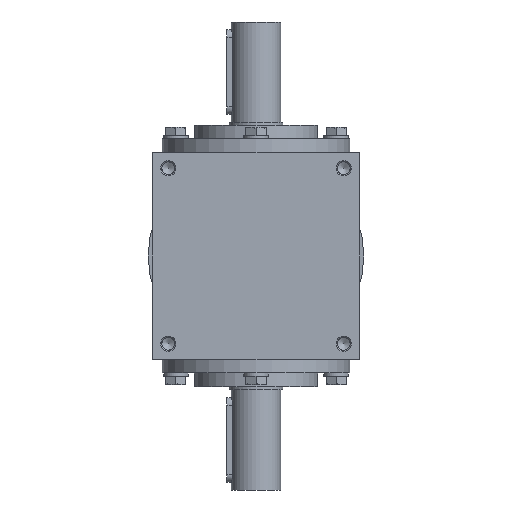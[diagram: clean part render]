
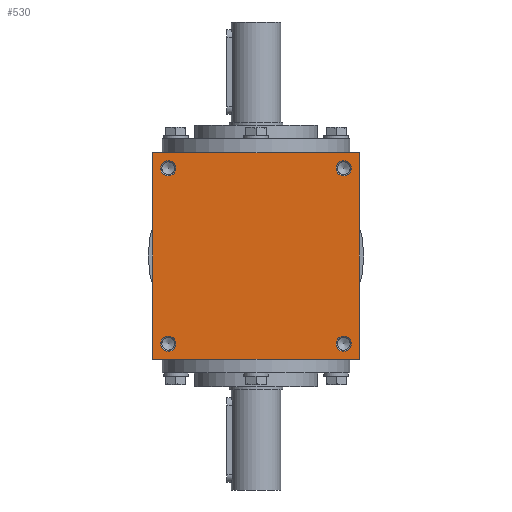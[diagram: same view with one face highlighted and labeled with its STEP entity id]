
A CAD part, left-side view. The second image highlights one B-rep face of the part: STEP entity #530.
In plain terms, the highlighted face is planar.
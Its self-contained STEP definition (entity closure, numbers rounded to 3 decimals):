
#530 = ADVANCED_FACE( '', ( #1079, #1080, #1081, #1082, #1083 ), #1084, .F. );
#1079 = FACE_BOUND( '', #1778, .T. );
#1080 = FACE_BOUND( '', #1779, .T. );
#1081 = FACE_BOUND( '', #1780, .T. );
#1082 = FACE_BOUND( '', #1781, .T. );
#1083 = FACE_OUTER_BOUND( '', #1782, .T. );
#1084 = PLANE( '', #1783 );
#1778 = EDGE_LOOP( '', ( #2699 ) );
#1779 = EDGE_LOOP( '', ( #2700 ) );
#1780 = EDGE_LOOP( '', ( #2701 ) );
#1781 = EDGE_LOOP( '', ( #2702 ) );
#1782 = EDGE_LOOP( '', ( #2703, #2704, #2705, #2706 ) );
#1783 = AXIS2_PLACEMENT_3D( '', #2707, #2708, #2709 );
#2699 = ORIENTED_EDGE( '', *, *, #3765, .F. );
#2700 = ORIENTED_EDGE( '', *, *, #3793, .T. );
#2701 = ORIENTED_EDGE( '', *, *, #3723, .F. );
#2702 = ORIENTED_EDGE( '', *, *, #3720, .T. );
#2703 = ORIENTED_EDGE( '', *, *, #3794, .F. );
#2704 = ORIENTED_EDGE( '', *, *, #3795, .F. );
#2705 = ORIENTED_EDGE( '', *, *, #3796, .F. );
#2706 = ORIENTED_EDGE( '', *, *, #3797, .F. );
#2707 = CARTESIAN_POINT( '', ( 0., 0., -67. ) );
#2708 = DIRECTION( '', ( 0., 0., 1. ) );
#2709 = DIRECTION( '', ( 1., 0., 0. ) );
#3720 = EDGE_CURVE( '', #4330, #4330, #4331, .T. );
#3723 = EDGE_CURVE( '', #4334, #4334, #4335, .T. );
#3765 = EDGE_CURVE( '', #4401, #4401, #4402, .T. );
#3793 = EDGE_CURVE( '', #4443, #4443, #4444, .T. );
#3794 = EDGE_CURVE( '', #4445, #4446, #4447, .T. );
#3795 = EDGE_CURVE( '', #4448, #4445, #4449, .T. );
#3796 = EDGE_CURVE( '', #4450, #4448, #4451, .T. );
#3797 = EDGE_CURVE( '', #4446, #4450, #4452, .T. );
#4330 = VERTEX_POINT( '', #5133 );
#4331 = CIRCLE( '', #5134, 5. );
#4334 = VERTEX_POINT( '', #5137 );
#4335 = CIRCLE( '', #5138, 5. );
#4401 = VERTEX_POINT( '', #5233 );
#4402 = CIRCLE( '', #5234, 5. );
#4443 = VERTEX_POINT( '', #5277 );
#4444 = CIRCLE( '', #5278, 5. );
#4445 = VERTEX_POINT( '', #5279 );
#4446 = VERTEX_POINT( '', #5280 );
#4447 = LINE( '', #5281, #5282 );
#4448 = VERTEX_POINT( '', #5283 );
#4449 = LINE( '', #5284, #5285 );
#4450 = VERTEX_POINT( '', #5286 );
#4451 = LINE( '', #5287, #5288 );
#4452 = LINE( '', #5289, #5290 );
#5133 = CARTESIAN_POINT( '', ( 62., -57., -67. ) );
#5134 = AXIS2_PLACEMENT_3D( '', #6029, #6030, #6031 );
#5137 = CARTESIAN_POINT( '', ( -62., -57., -67. ) );
#5138 = AXIS2_PLACEMENT_3D( '', #6032, #6033, #6034 );
#5233 = CARTESIAN_POINT( '', ( -62., 57., -67. ) );
#5234 = AXIS2_PLACEMENT_3D( '', #6088, #6089, #6090 );
#5277 = CARTESIAN_POINT( '', ( 62., 57., -67. ) );
#5278 = AXIS2_PLACEMENT_3D( '', #6138, #6139, #6140 );
#5279 = CARTESIAN_POINT( '', ( -67., 67., -67. ) );
#5280 = CARTESIAN_POINT( '', ( -67., -67., -67. ) );
#5281 = CARTESIAN_POINT( '', ( -67., 67., -67. ) );
#5282 = VECTOR( '', #6141, 1000. );
#5283 = CARTESIAN_POINT( '', ( 67., 67., -67. ) );
#5284 = CARTESIAN_POINT( '', ( 67., 67., -67. ) );
#5285 = VECTOR( '', #6142, 1000. );
#5286 = CARTESIAN_POINT( '', ( 67., -67., -67. ) );
#5287 = CARTESIAN_POINT( '', ( 67., -67., -67. ) );
#5288 = VECTOR( '', #6143, 1000. );
#5289 = CARTESIAN_POINT( '', ( -67., -67., -67. ) );
#5290 = VECTOR( '', #6144, 1000. );
#6029 = CARTESIAN_POINT( '', ( 57., -57., -67. ) );
#6030 = DIRECTION( '', ( 0., 0., 1. ) );
#6031 = DIRECTION( '', ( 1., 0., 0. ) );
#6032 = CARTESIAN_POINT( '', ( -57., -57., -67. ) );
#6033 = DIRECTION( '', ( 0., 0., -1. ) );
#6034 = DIRECTION( '', ( -1., 0., 0. ) );
#6088 = CARTESIAN_POINT( '', ( -57., 57., -67. ) );
#6089 = DIRECTION( '', ( 0., 0., -1. ) );
#6090 = DIRECTION( '', ( -1., 0., 0. ) );
#6138 = CARTESIAN_POINT( '', ( 57., 57., -67. ) );
#6139 = DIRECTION( '', ( 0., 0., 1. ) );
#6140 = DIRECTION( '', ( 1., 0., 0. ) );
#6141 = DIRECTION( '', ( 0., -1., 0. ) );
#6142 = DIRECTION( '', ( -1., 0., 0. ) );
#6143 = DIRECTION( '', ( 0., 1., 0. ) );
#6144 = DIRECTION( '', ( 1., 0., 0. ) );
